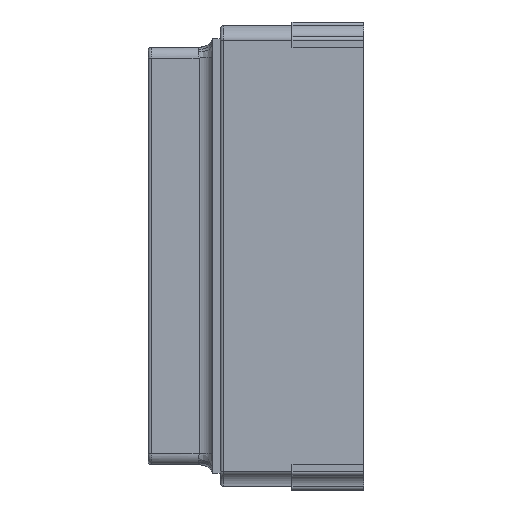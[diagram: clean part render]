
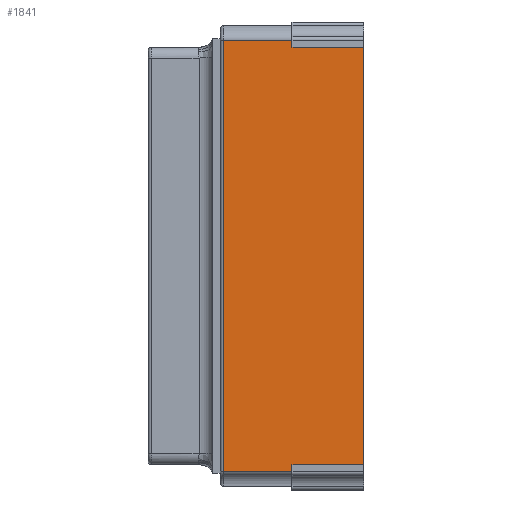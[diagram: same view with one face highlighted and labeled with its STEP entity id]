
A CAD part, left-side view. The second image highlights one B-rep face of the part: STEP entity #1841.
In plain terms, the highlighted planar face has unit normal (-1, 0, 0).
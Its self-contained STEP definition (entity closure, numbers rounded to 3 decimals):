
#135 = LINE ( 'NONE', #3124, #1236 ) ;
#174 = VECTOR ( 'NONE', #2577, 1000. ) ;
#189 = EDGE_CURVE ( 'NONE', #2903, #3126, #859, .T. ) ;
#202 = EDGE_CURVE ( 'NONE', #3070, #1869, #3698, .T. ) ;
#331 = VECTOR ( 'NONE', #884, 1000. ) ;
#439 = DIRECTION ( 'NONE',  ( 0., 0., -1. ) ) ;
#618 = DIRECTION ( 'NONE',  ( 0., -1., 0. ) ) ;
#788 = CARTESIAN_POINT ( 'NONE',  ( -2.5, 0.5, -1.45 ) ) ;
#846 = ORIENTED_EDGE ( 'NONE', *, *, #2728, .T. ) ;
#859 = LINE ( 'NONE', #3282, #3087 ) ;
#870 = LINE ( 'NONE', #2800, #2043 ) ;
#884 = DIRECTION ( 'NONE',  ( 0., 0., -1. ) ) ;
#1080 = DIRECTION ( 'NONE',  ( 0., 1., 0. ) ) ;
#1119 = CARTESIAN_POINT ( 'NONE',  ( -2.5, 0., -1.45 ) ) ;
#1202 = LINE ( 'NONE', #4150, #331 ) ;
#1236 = VECTOR ( 'NONE', #1080, 1000. ) ;
#1287 = CARTESIAN_POINT ( 'NONE',  ( -2.5, 0.5, -1.45 ) ) ;
#1290 = AXIS2_PLACEMENT_3D ( 'NONE', #4052, #4068, #439 ) ;
#1321 = LINE ( 'NONE', #1359, #2475 ) ;
#1359 = CARTESIAN_POINT ( 'NONE',  ( -2.5, 0., 1.6 ) ) ;
#1381 = LINE ( 'NONE', #1287, #174 ) ;
#1415 = PLANE ( 'NONE',  #1290 ) ;
#1483 = EDGE_LOOP ( 'NONE', ( #3022, #1998, #3789, #3078, #846, #4187, #4143, #2077 ) ) ;
#1484 = CARTESIAN_POINT ( 'NONE',  ( -2.5, 0.975, 1.5 ) ) ;
#1528 = EDGE_CURVE ( 'NONE', #3231, #3070, #1202, .T. ) ;
#1574 = CARTESIAN_POINT ( 'NONE',  ( -2.5, 0.5, 1.45 ) ) ;
#1693 = EDGE_CURVE ( 'NONE', #1928, #3126, #1321, .T. ) ;
#1708 = CARTESIAN_POINT ( 'NONE',  ( -2.5, 0.5, 1.5 ) ) ;
#1713 = CARTESIAN_POINT ( 'NONE',  ( -2.5, 0., 1.45 ) ) ;
#1841 = ADVANCED_FACE ( 'NONE', ( #2519 ), #1415, .F. ) ;
#1851 = VERTEX_POINT ( 'NONE', #788 ) ;
#1869 = VERTEX_POINT ( 'NONE', #2411 ) ;
#1927 = DIRECTION ( 'NONE',  ( 0., -1., 0. ) ) ;
#1928 = VERTEX_POINT ( 'NONE', #1119 ) ;
#1981 = LINE ( 'NONE', #2899, #2123 ) ;
#1998 = ORIENTED_EDGE ( 'NONE', *, *, #1528, .T. ) ;
#2043 = VECTOR ( 'NONE', #3144, 1000. ) ;
#2077 = ORIENTED_EDGE ( 'NONE', *, *, #3377, .T. ) ;
#2123 = VECTOR ( 'NONE', #618, 1000. ) ;
#2295 = VECTOR ( 'NONE', #4240, 1000. ) ;
#2411 = CARTESIAN_POINT ( 'NONE',  ( -2.5, 0.5, -1.5 ) ) ;
#2475 = VECTOR ( 'NONE', #3694, 1000. ) ;
#2519 = FACE_OUTER_BOUND ( 'NONE', #1483, .T. ) ;
#2577 = DIRECTION ( 'NONE',  ( 0., 0., -1. ) ) ;
#2728 = EDGE_CURVE ( 'NONE', #1851, #1928, #1981, .T. ) ;
#2800 = CARTESIAN_POINT ( 'NONE',  ( -2.5, 0.5, 1.45 ) ) ;
#2814 = EDGE_CURVE ( 'NONE', #1851, #1869, #1381, .T. ) ;
#2899 = CARTESIAN_POINT ( 'NONE',  ( -2.5, 0.5, -1.45 ) ) ;
#2903 = VERTEX_POINT ( 'NONE', #1574 ) ;
#3022 = ORIENTED_EDGE ( 'NONE', *, *, #3905, .T. ) ;
#3070 = VERTEX_POINT ( 'NONE', #4045 ) ;
#3078 = ORIENTED_EDGE ( 'NONE', *, *, #2814, .F. ) ;
#3087 = VECTOR ( 'NONE', #1927, 1000. ) ;
#3124 = CARTESIAN_POINT ( 'NONE',  ( -2.5, 0., 1.5 ) ) ;
#3126 = VERTEX_POINT ( 'NONE', #1713 ) ;
#3144 = DIRECTION ( 'NONE',  ( 0., 0., 1. ) ) ;
#3231 = VERTEX_POINT ( 'NONE', #1484 ) ;
#3282 = CARTESIAN_POINT ( 'NONE',  ( -2.5, 0.5, 1.45 ) ) ;
#3377 = EDGE_CURVE ( 'NONE', #2903, #3835, #870, .T. ) ;
#3694 = DIRECTION ( 'NONE',  ( 0., 0., 1. ) ) ;
#3698 = LINE ( 'NONE', #3929, #2295 ) ;
#3789 = ORIENTED_EDGE ( 'NONE', *, *, #202, .T. ) ;
#3835 = VERTEX_POINT ( 'NONE', #1708 ) ;
#3905 = EDGE_CURVE ( 'NONE', #3835, #3231, #135, .T. ) ;
#3929 = CARTESIAN_POINT ( 'NONE',  ( -2.5, 0., -1.5 ) ) ;
#4045 = CARTESIAN_POINT ( 'NONE',  ( -2.5, 0.975, -1.5 ) ) ;
#4052 = CARTESIAN_POINT ( 'NONE',  ( -2.5, 1., 1.6 ) ) ;
#4068 = DIRECTION ( 'NONE',  ( 1., 0., 0. ) ) ;
#4143 = ORIENTED_EDGE ( 'NONE', *, *, #189, .F. ) ;
#4150 = CARTESIAN_POINT ( 'NONE',  ( -2.5, 0.975, -1.5 ) ) ;
#4187 = ORIENTED_EDGE ( 'NONE', *, *, #1693, .T. ) ;
#4240 = DIRECTION ( 'NONE',  ( 0., -1., 0. ) ) ;
